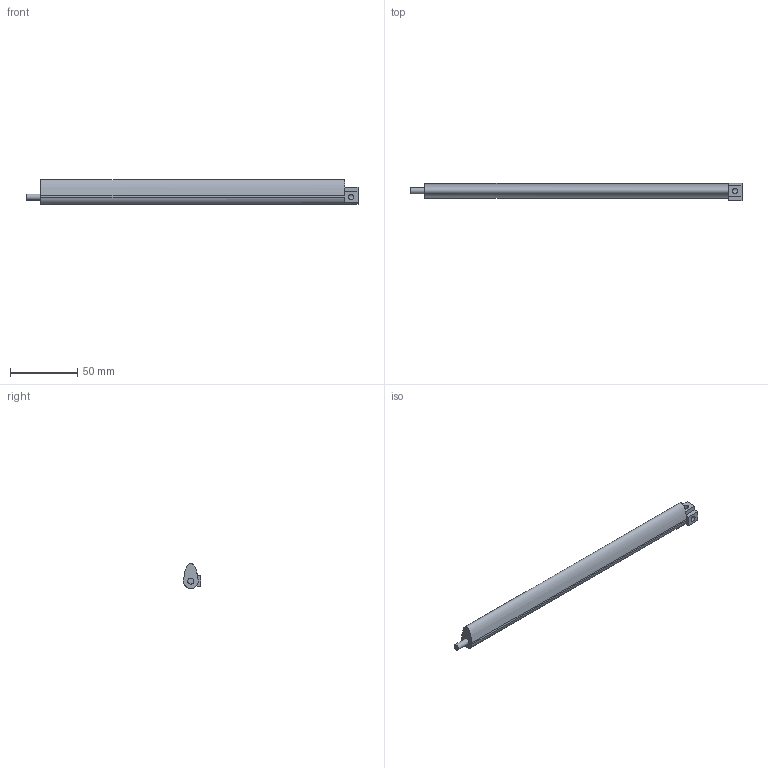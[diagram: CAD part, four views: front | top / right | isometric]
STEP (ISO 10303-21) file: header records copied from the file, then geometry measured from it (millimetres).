
FILE_DESCRIPTION(/* description */ (''),/* implementation_level */ '2;1');
FILE_NAME(/* name */ 'PENlifter v10.step',/* time_stamp */ '2024-08-25T17:34:37+02:00',/* author */ (''),/* organization */ (''),/* preprocessor_version */ 'ST-DEVELOPER v20',/* originating_system */ 'Autodesk Translation Framework v13.14.0.145',/* authorisation */ '');
FILE_SCHEMA (('AUTOMOTIVE_DESIGN { 1 0 10303 214 3 1 1 }'));
Length unit declared in the file: millimetre
Products named in the file (1): PENlifter
Bounding box: 246 x 12.77 x 18.5 mm (x, y, z)
Volume: 35932.5 mm3; surface area: 11830.6 mm2
Topology: 1 solids, 1 shells, 23 faces, 60 edges, 39 vertices
Faces by surface type: plane 15, cylinder 5, bspline 3
Full cylindrical faces by diameter (mm): 3.9 x2, 4.5 x1
Entity records: 869 total; most frequent: CARTESIAN_POINT 289, ORIENTED_EDGE 120, DIRECTION 105, EDGE_CURVE 60, VERTEX_POINT 39, AXIS2_PLACEMENT_3D 36, LINE 33, VECTOR 33
